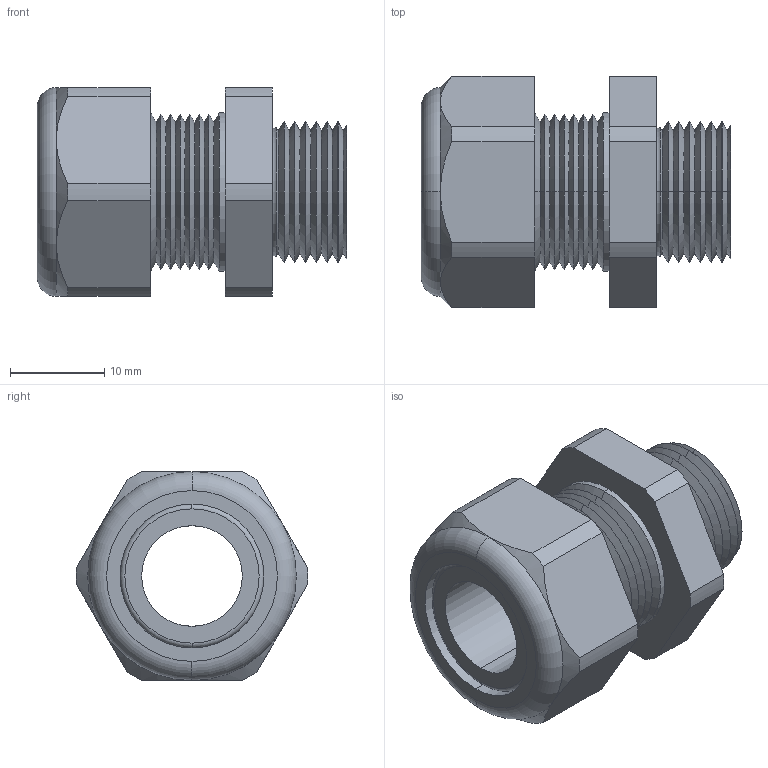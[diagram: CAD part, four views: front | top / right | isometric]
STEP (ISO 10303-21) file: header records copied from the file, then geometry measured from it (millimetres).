
FILE_DESCRIPTION (( 'STEP AP203' ), '1' );
FILE_NAME ('CD09GA-GY.STEP', '2008-05-26T11:13:22', ( 'Baystate01' ), ( 'Baystate' ), 'SwSTEP 2.0', 'SolidWorks 2007', '' );
FILE_SCHEMA (( 'CONFIG_CONTROL_DESIGN' ));
Length unit declared in the file: inch
Products named in the file (1): CD09GA-GY
Bounding box: 32.77 x 24.52 x 22.1 mm (x, y, z)
Volume: 6615 mm3; surface area: 6064 mm2
Topology: 2 solids, 2 shells, 116 faces, 252 edges, 144 vertices
Faces by surface type: cone 66, cylinder 22, plane 20, torus 8
Entity records: 3265 total; most frequent: DIRECTION 602, CARTESIAN_POINT 589, ORIENTED_EDGE 504, EDGE_CURVE 252, AXIS2_PLACEMENT_3D 245, VERTEX_POINT 144, CIRCLE 128, EDGE_LOOP 124
